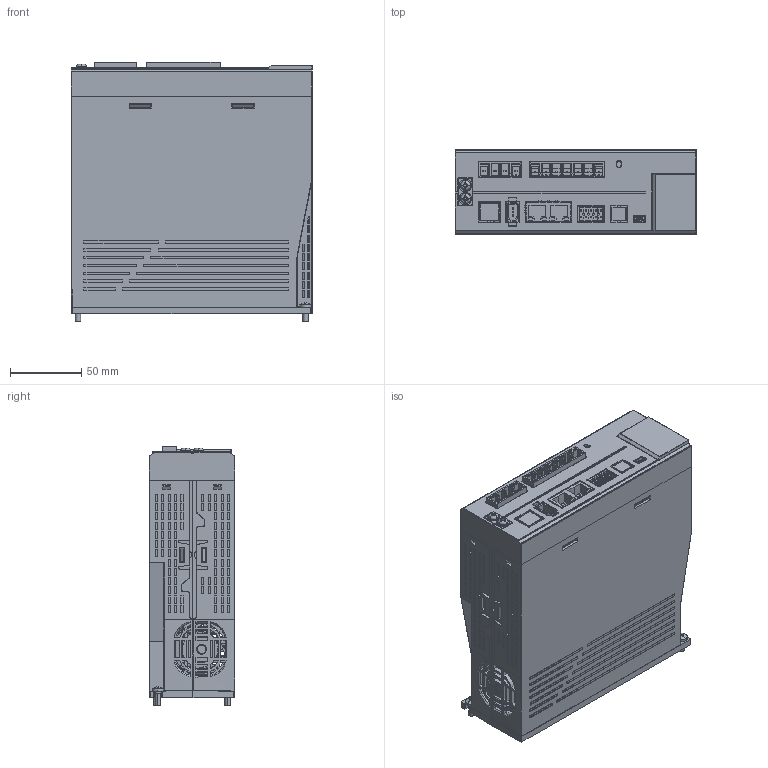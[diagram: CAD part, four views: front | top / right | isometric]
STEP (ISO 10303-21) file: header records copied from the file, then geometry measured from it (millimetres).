
FILE_DESCRIPTION(/* description */ (''),/* implementation_level */ '2;1');
FILE_NAME(/* name */ 'DS5C1-~2',/* time_stamp */ '2022-08-08T11:35:11+08:00',/* author */ (''),/* organization */ (''),/* preprocessor_version */ 'ST-DEVELOPER v15',/* originating_system */ '',/* authorisation */ '');
FILE_SCHEMA (('AUTOMOTIVE_DESIGN'));
Products named in the file (1): Document
Bounding box: 169.9 x 60 x 182.1 mm (x, y, z)
Surface area: 372218.9 mm2 (no closed solid volume)
Topology: 0 solids, 7466 shells, 7467 faces, 39650 edges, 39516 vertices
Faces by surface type: plane 4850, bspline 2617
Entity records: 438255 total; most frequent: CARTESIAN_POINT 225498, ORIENTED_EDGE 39522, EDGE_CURVE 39519, VERTEX_POINT 39517, B_SPLINE_CURVE_WITH_KNOTS 32863, EDGE_LOOP 8245, ADVANCED_FACE 7466, FACE_OUTER_BOUND 7466
